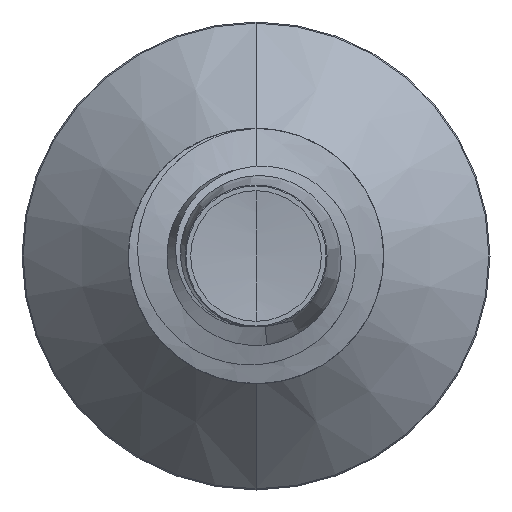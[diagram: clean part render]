
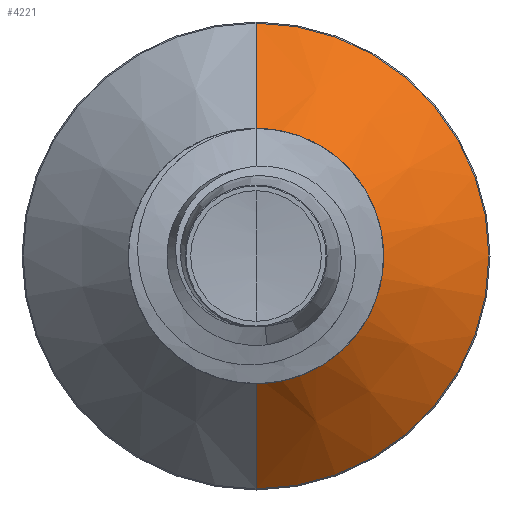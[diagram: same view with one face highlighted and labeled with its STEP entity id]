
A CAD part, front view. The second image highlights one B-rep face of the part: STEP entity #4221.
In plain terms, the highlighted conical face has half-angle 45 degrees and reference radius 1.414 mm.
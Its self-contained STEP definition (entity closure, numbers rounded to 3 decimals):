
#75 = EDGE_CURVE ( 'NONE', #15149, #8852, #14908, .T. ) ;
#326 = LINE ( 'NONE', #8194, #5379 ) ;
#349 = CARTESIAN_POINT ( 'NONE',  ( 0., 7.114, 1.414 ) ) ;
#1043 = EDGE_CURVE ( 'NONE', #7339, #15149, #7236, .T. ) ;
#2407 = CARTESIAN_POINT ( 'NONE',  ( 0., 7.114, 0. ) ) ;
#2428 = DIRECTION ( 'NONE',  ( 0., 0., 1. ) ) ;
#2704 = VERTEX_POINT ( 'NONE', #3064 ) ;
#3064 = CARTESIAN_POINT ( 'NONE',  ( 0., 7.114, -1.414 ) ) ;
#4221 = ADVANCED_FACE ( 'NONE', ( #11051 ), #15857, .T. ) ;
#4875 = DIRECTION ( 'NONE',  ( 0., 1., 0. ) ) ;
#5277 = ORIENTED_EDGE ( 'NONE', *, *, #1043, .F. ) ;
#5379 = VECTOR ( 'NONE', #8140, 1000. ) ;
#6769 = EDGE_CURVE ( 'NONE', #2704, #8852, #326, .T. ) ;
#6888 = CARTESIAN_POINT ( 'NONE',  ( 0., 8.437, 2.737 ) ) ;
#7236 = LINE ( 'NONE', #9611, #15985 ) ;
#7339 = VERTEX_POINT ( 'NONE', #349 ) ;
#7787 = DIRECTION ( 'NONE',  ( 0., 0., 1. ) ) ;
#7810 = DIRECTION ( 'NONE',  ( 0., 1., 0. ) ) ;
#7821 = CARTESIAN_POINT ( 'NONE',  ( 0., 7.114, 0. ) ) ;
#8140 = DIRECTION ( 'NONE',  ( 0., 0.707, -0.707 ) ) ;
#8194 = CARTESIAN_POINT ( 'NONE',  ( 0., 7.114, -1.414 ) ) ;
#8485 = DIRECTION ( 'NONE',  ( 0., 0.707, 0.707 ) ) ;
#8852 = VERTEX_POINT ( 'NONE', #9514 ) ;
#8891 = ORIENTED_EDGE ( 'NONE', *, *, #12636, .T. ) ;
#9514 = CARTESIAN_POINT ( 'NONE',  ( 0., 8.437, -2.737 ) ) ;
#9611 = CARTESIAN_POINT ( 'NONE',  ( 0., 7.114, 1.414 ) ) ;
#9641 = AXIS2_PLACEMENT_3D ( 'NONE', #7821, #7810, #7787 ) ;
#11051 = FACE_OUTER_BOUND ( 'NONE', #13888, .T. ) ;
#11399 = AXIS2_PLACEMENT_3D ( 'NONE', #16188, #14873, #14881 ) ;
#12145 = CIRCLE ( 'NONE', #9641, 1.414 ) ;
#12261 = ORIENTED_EDGE ( 'NONE', *, *, #6769, .T. ) ;
#12636 = EDGE_CURVE ( 'NONE', #7339, #2704, #12145, .T. ) ;
#13888 = EDGE_LOOP ( 'NONE', ( #8891, #12261, #14956, #5277 ) ) ;
#14123 = AXIS2_PLACEMENT_3D ( 'NONE', #2407, #4875, #2428 ) ;
#14873 = DIRECTION ( 'NONE',  ( 0., 1., 0. ) ) ;
#14881 = DIRECTION ( 'NONE',  ( 0., 0., 1. ) ) ;
#14908 = CIRCLE ( 'NONE', #11399, 2.737 ) ;
#14956 = ORIENTED_EDGE ( 'NONE', *, *, #75, .F. ) ;
#15149 = VERTEX_POINT ( 'NONE', #6888 ) ;
#15857 = CONICAL_SURFACE ( 'NONE', #14123, 1.414, 0.785 ) ;
#15985 = VECTOR ( 'NONE', #8485, 1000. ) ;
#16188 = CARTESIAN_POINT ( 'NONE',  ( 0., 8.437, 0. ) ) ;
